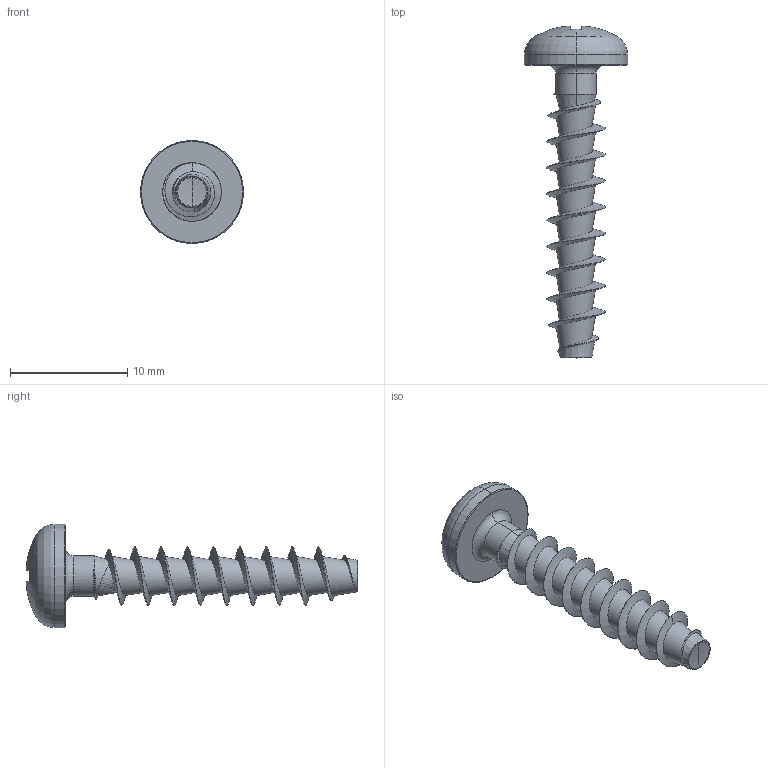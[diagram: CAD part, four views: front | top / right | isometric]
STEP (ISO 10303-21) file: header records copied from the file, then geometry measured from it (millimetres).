
FILE_DESCRIPTION (( 'STEP AP203' ), '1' );
FILE_NAME ('STP22A0500250.STEP', '2017-11-16T18:42:51', ( '' ), ( '' ), 'SwSTEP 2.0', 'SolidWorks 2015', '' );
FILE_SCHEMA (( 'CONFIG_CONTROL_DESIGN' ));
Length unit declared in the file: millimetre
Products named in the file (1): STP22A0500250
Bounding box: 8.8 x 28.34 x 8.8 mm (x, y, z)
Volume: 361.7 mm3; surface area: 623.9 mm2
Topology: 1 solids, 1 shells, 164 faces, 381 edges, 219 vertices
Faces by surface type: bspline 52, plane 30, torus 28, cylinder 25, sphere 20, cone 9
Entity records: 19228 total; most frequent: CARTESIAN_POINT 15808, ORIENTED_EDGE 758, DIRECTION 652, EDGE_CURVE 379, AXIS2_PLACEMENT_3D 291, VERTEX_POINT 219, CIRCLE 178, EDGE_LOOP 166
